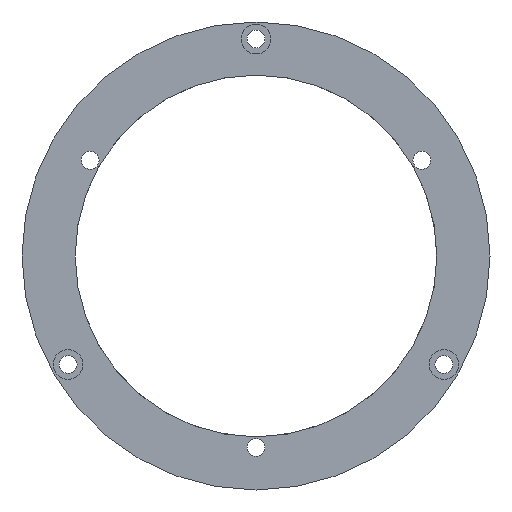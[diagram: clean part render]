
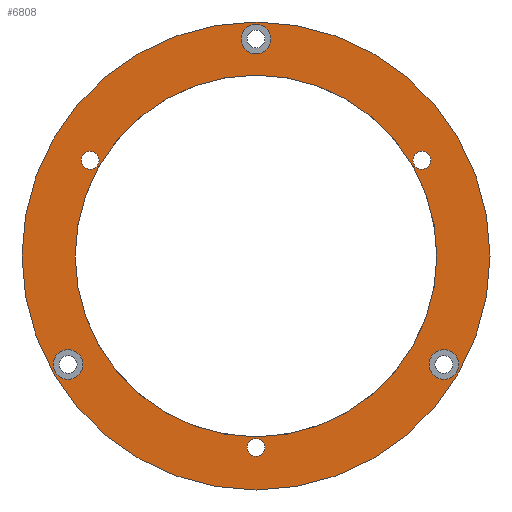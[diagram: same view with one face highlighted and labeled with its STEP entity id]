
A CAD part, front view. The second image highlights one B-rep face of the part: STEP entity #6808.
In plain terms, the highlighted planar face has unit normal (0, -1, 0).
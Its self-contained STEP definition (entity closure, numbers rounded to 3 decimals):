
#42=CIRCLE('',#7094,3.5);
#45=CIRCLE('',#7100,3.5);
#48=CIRCLE('',#7106,3.5);
#52=CIRCLE('',#7114,2.1);
#56=CIRCLE('',#7121,2.1);
#58=CIRCLE('',#7124,42.5);
#61=CIRCLE('',#7130,2.1);
#62=CIRCLE('',#7133,55.);
#105=FACE_BOUND('',#962,.T.);
#106=FACE_BOUND('',#963,.T.);
#107=FACE_BOUND('',#964,.T.);
#108=FACE_BOUND('',#965,.T.);
#109=FACE_BOUND('',#966,.T.);
#110=FACE_BOUND('',#967,.T.);
#111=FACE_BOUND('',#968,.T.);
#560=FACE_OUTER_BOUND('',#961,.T.);
#961=EDGE_LOOP('',(#6187));
#962=EDGE_LOOP('',(#6188));
#963=EDGE_LOOP('',(#6189));
#964=EDGE_LOOP('',(#6190));
#965=EDGE_LOOP('',(#6191));
#966=EDGE_LOOP('',(#6192));
#967=EDGE_LOOP('',(#6193));
#968=EDGE_LOOP('',(#6194));
#3276=VERTEX_POINT('',#11820);
#3279=VERTEX_POINT('',#11831);
#3282=VERTEX_POINT('',#11842);
#3286=VERTEX_POINT('',#11858);
#3290=VERTEX_POINT('',#11872);
#3293=VERTEX_POINT('',#11881);
#3295=VERTEX_POINT('',#11890);
#3296=VERTEX_POINT('',#11895);
#4225=EDGE_CURVE('',#3276,#3276,#42,.T.);
#4230=EDGE_CURVE('',#3279,#3279,#45,.T.);
#4235=EDGE_CURVE('',#3282,#3282,#48,.T.);
#4244=EDGE_CURVE('',#3286,#3286,#52,.T.);
#4251=EDGE_CURVE('',#3290,#3290,#56,.T.);
#4256=EDGE_CURVE('',#3293,#3293,#58,.T.);
#4260=EDGE_CURVE('',#3295,#3295,#61,.T.);
#4262=EDGE_CURVE('',#3296,#3296,#62,.T.);
#6187=ORIENTED_EDGE('',*,*,#4262,.F.);
#6188=ORIENTED_EDGE('',*,*,#4225,.T.);
#6189=ORIENTED_EDGE('',*,*,#4230,.T.);
#6190=ORIENTED_EDGE('',*,*,#4235,.T.);
#6191=ORIENTED_EDGE('',*,*,#4244,.T.);
#6192=ORIENTED_EDGE('',*,*,#4251,.T.);
#6193=ORIENTED_EDGE('',*,*,#4260,.T.);
#6194=ORIENTED_EDGE('',*,*,#4256,.F.);
#6449=PLANE('',#7134);
#6808=ADVANCED_FACE('',(#560,#105,#106,#107,#108,#109,#110,#111),#6449,
 .F.);
#7094=AXIS2_PLACEMENT_3D('',#11821,#8396,#8397);
#7100=AXIS2_PLACEMENT_3D('',#11832,#8410,#8411);
#7106=AXIS2_PLACEMENT_3D('',#11843,#8424,#8425);
#7114=AXIS2_PLACEMENT_3D('',#11860,#8445,#8446);
#7121=AXIS2_PLACEMENT_3D('',#11874,#8462,#8463);
#7124=AXIS2_PLACEMENT_3D('',#11883,#8471,#8472);
#7130=AXIS2_PLACEMENT_3D('',#11892,#8484,#8485);
#7133=AXIS2_PLACEMENT_3D('',#11897,#8491,#8492);
#7134=AXIS2_PLACEMENT_3D('',#11898,#8493,#8494);
#8396=DIRECTION('center_axis',(0.,1.,0.));
#8397=DIRECTION('ref_axis',(-0.5,0.,0.866));
#8410=DIRECTION('center_axis',(0.,1.,0.));
#8411=DIRECTION('ref_axis',(-0.5,0.,-0.866));
#8424=DIRECTION('center_axis',(0.,1.,0.));
#8425=DIRECTION('ref_axis',(1.,0.,0.));
#8445=DIRECTION('center_axis',(0.,1.,0.));
#8446=DIRECTION('ref_axis',(-0.5,0.,0.866));
#8462=DIRECTION('center_axis',(0.,1.,0.));
#8463=DIRECTION('ref_axis',(-0.5,0.,-0.866));
#8471=DIRECTION('center_axis',(0.,-1.,0.));
#8472=DIRECTION('ref_axis',(1.,0.,0.));
#8484=DIRECTION('center_axis',(0.,1.,0.));
#8485=DIRECTION('ref_axis',(1.,0.,0.));
#8491=DIRECTION('center_axis',(0.,1.,0.));
#8492=DIRECTION('ref_axis',(-1.,0.,0.));
#8493=DIRECTION('center_axis',(0.,1.,0.));
#8494=DIRECTION('ref_axis',(0.,0.,1.));
#11820=CARTESIAN_POINT('',(-42.417,0.,-28.531));
#11821=CARTESIAN_POINT('Origin',(-44.167,0.,-25.5));
#11831=CARTESIAN_POINT('',(45.917,0.,-22.469));
#11832=CARTESIAN_POINT('Origin',(44.167,0.,-25.5));
#11842=CARTESIAN_POINT('',(-3.5,0.,51.));
#11843=CARTESIAN_POINT('Origin',(0.,0.,51.));
#11858=CARTESIAN_POINT('',(40.021,0.,20.681));
#11860=CARTESIAN_POINT('Origin',(38.971,0.,22.5));
#11872=CARTESIAN_POINT('',(-37.921,0.,24.319));
#11874=CARTESIAN_POINT('Origin',(-38.971,0.,22.5));
#11881=CARTESIAN_POINT('',(-42.5,0.,0.));
#11883=CARTESIAN_POINT('Origin',(0.,0.,0.));
#11890=CARTESIAN_POINT('',(-2.1,0.,-45.));
#11892=CARTESIAN_POINT('Origin',(0.,0.,-45.));
#11895=CARTESIAN_POINT('',(55.,0.,0.));
#11897=CARTESIAN_POINT('Origin',(0.,0.,0.));
#11898=CARTESIAN_POINT('Origin',(0.,0.,0.));
